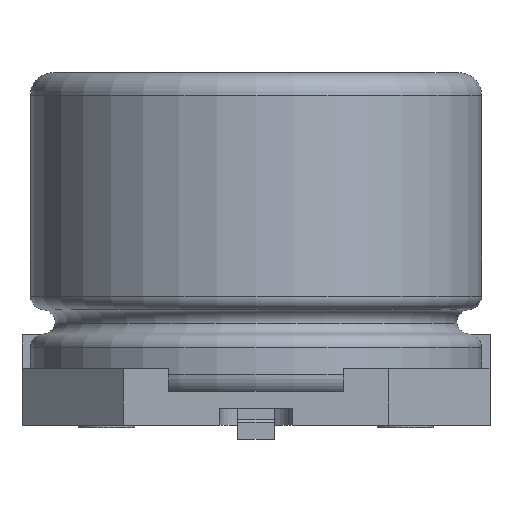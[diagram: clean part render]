
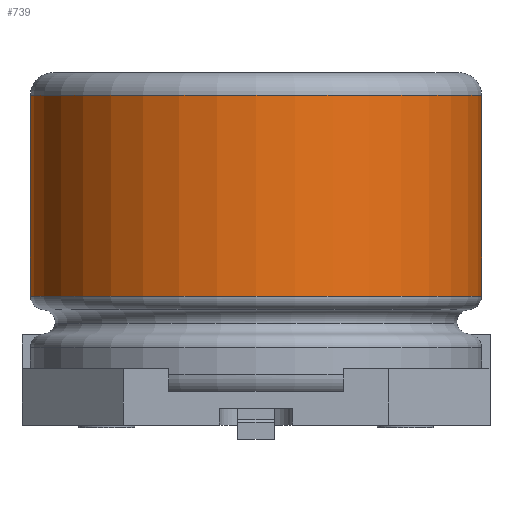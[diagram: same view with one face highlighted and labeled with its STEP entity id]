
A CAD part, front view. The second image highlights one B-rep face of the part: STEP entity #739.
In plain terms, the highlighted cylindrical face has radius 4 mm (diameter 8 mm), a full revolution.
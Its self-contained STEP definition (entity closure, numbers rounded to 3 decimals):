
#739 = ADVANCED_FACE( '', ( #1527, #1528 ), #1529, .T. );
#1527 = FACE_OUTER_BOUND( '', #2349, .T. );
#1528 = FACE_OUTER_BOUND( '', #2350, .T. );
#1529 = CYLINDRICAL_SURFACE( '', #2351, 4. );
#2349 = EDGE_LOOP( '', ( #4582 ) );
#2350 = EDGE_LOOP( '', ( #4583 ) );
#2351 = AXIS2_PLACEMENT_3D( '', #4584, #4585, #4586 );
#4582 = ORIENTED_EDGE( '', *, *, #5344, .T. );
#4583 = ORIENTED_EDGE( '', *, *, #5060, .T. );
#4584 = CARTESIAN_POINT( '', ( 0., 0., 9.9 ) );
#4585 = DIRECTION( '', ( 0., 0., -1. ) );
#4586 = DIRECTION( '', ( 1., 0., 0. ) );
#5060 = EDGE_CURVE( '', #6045, #6045, #6046, .T. );
#5344 = EDGE_CURVE( '', #6507, #6507, #6508, .T. );
#6045 = VERTEX_POINT( '', #7582 );
#6046 = CIRCLE( '', #7583, 4. );
#6507 = VERTEX_POINT( '', #8397 );
#6508 = CIRCLE( '', #8398, 4. );
#7582 = CARTESIAN_POINT( '', ( 4., 0., 1.788 ) );
#7583 = AXIS2_PLACEMENT_3D( '', #9618, #9619, #9620 );
#8397 = CARTESIAN_POINT( '', ( -4., 0., 5.35 ) );
#8398 = AXIS2_PLACEMENT_3D( '', #9889, #9890, #9891 );
#9618 = CARTESIAN_POINT( '', ( 0., 0., 1.788 ) );
#9619 = DIRECTION( '', ( 0., 0., 1. ) );
#9620 = DIRECTION( '', ( 1., 0., 0. ) );
#9889 = CARTESIAN_POINT( '', ( 0., 0., 5.35 ) );
#9890 = DIRECTION( '', ( 0., 0., -1. ) );
#9891 = DIRECTION( '', ( -1., 0., 0. ) );
